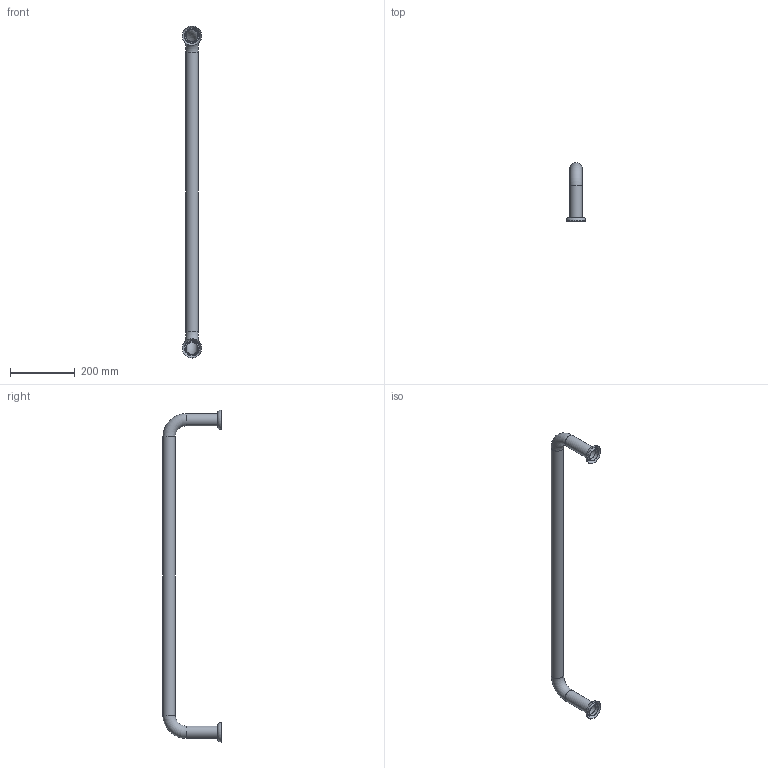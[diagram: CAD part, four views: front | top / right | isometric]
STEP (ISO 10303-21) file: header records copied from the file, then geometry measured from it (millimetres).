
FILE_DESCRIPTION(('STEP AP214'), '1');
FILE_NAME('KPSÎ702', '2014-12-23T13:38:58', ('UNSPECIFIED'), ('UNSPECIFIED'), 'ASCON STEP Converter 1.3', 'ASCON Math Kernel', '');
FILE_SCHEMA(('AUTOMOTIVE_DESIGN { 1 0 10303 214 3 1 1}'));
Length unit declared in the file: millimetre
Products named in the file (3): 2
Assembly tree (3 placements, depth 2):
  (unnamed)
    (unnamed)
    2  x2
Bounding box: 60 x 179.05 x 1021.9 mm (x, y, z)
Volume: 146944.5 mm3; surface area: 300026.3 mm2
Topology: 3 solids, 3 shells, 28 faces, 48 edges, 28 vertices
Faces by surface type: torus 12, cylinder 8, plane 8
Full cylindrical faces by diameter (mm): 36.1 x3, 38.1 x3, 38.4 x2
Entity records: 1035 total; most frequent: CARTESIAN_POINT 280, DIRECTION 100, AXIS2_PLACEMENT_3D 50, EDGE_LOOP 40, ORIENTED_EDGE 40, FACE_OUTER_BOUND 30, COLOUR_RGB 26, PRESENTATION_STYLE_ASSIGNMENT 26
